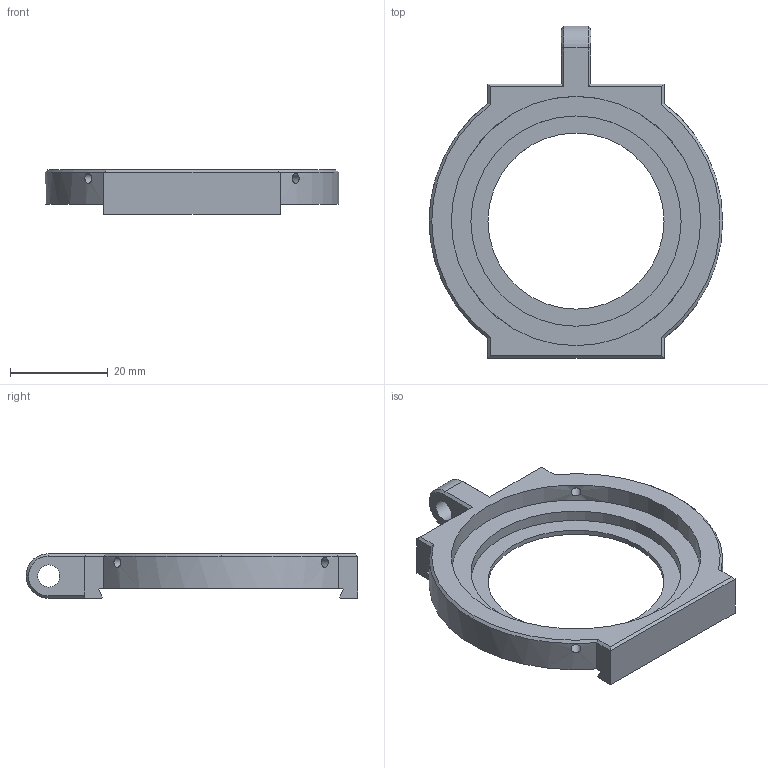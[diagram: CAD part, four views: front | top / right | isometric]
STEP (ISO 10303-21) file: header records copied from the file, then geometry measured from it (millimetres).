
FILE_DESCRIPTION(('HOOPS Exchange Step'),'2;1');
FILE_NAME('temp_export','2023-06-26T20:16:09+20:00',('gmoua'),('Shapr3D Limited'),'HOOPS Exchange 2022.2','Shapr3D','Authorized');
FILE_SCHEMA( ('AUTOMOTIVE_DESIGN { 1 0 10303 214 1 1 1 1 }') );
Length unit declared in the file: millimetre
Products named in the file (1): PENF M42 Shift Top Plate
Bounding box: 60 x 67.89 x 9.05 mm (x, y, z)
Volume: 8761.7 mm3; surface area: 6795.3 mm2
Topology: 1 solids, 1 shells, 59 faces, 152 edges, 97 vertices
Faces by surface type: plane 39, cylinder 13, cone 7
Full cylindrical faces by diameter (mm): 2 x4, 4.5 x1, 36 x1, 43 x1, 51 x1
Entity records: 2668 total; most frequent: CARTESIAN_POINT 1179, ORIENTED_EDGE 304, DIRECTION 287, EDGE_CURVE 152, VECTOR 107, LINE 107, VERTEX_POINT 97, AXIS2_PLACEMENT_3D 90
